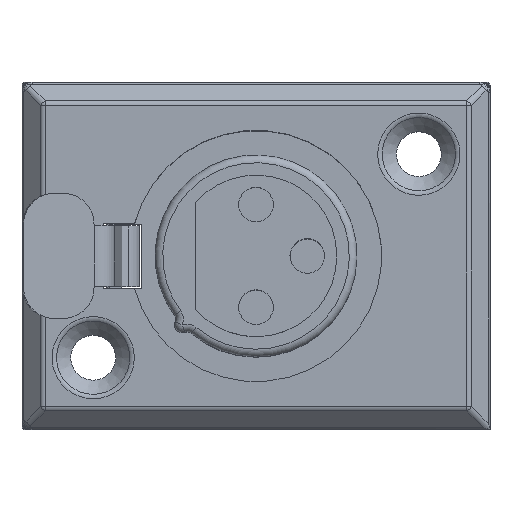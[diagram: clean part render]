
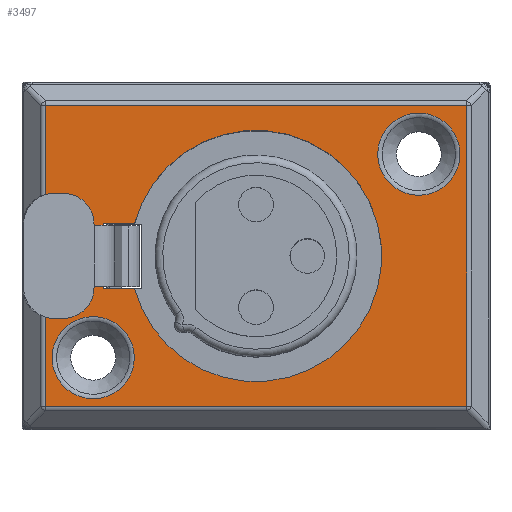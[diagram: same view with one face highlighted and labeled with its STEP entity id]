
A CAD part, top view. The second image highlights one B-rep face of the part: STEP entity #3497.
In plain terms, the highlighted planar face has unit normal (0, 0, 1).
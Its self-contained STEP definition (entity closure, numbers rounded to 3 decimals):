
#90=FACE_BOUND('',#1115,.T.);
#91=FACE_BOUND('',#1116,.T.);
#92=FACE_BOUND('',#1117,.T.);
#168=PLANE('',#3778);
#253=LINE('',#6775,#523);
#304=LINE('',#6962,#574);
#317=LINE('',#7018,#587);
#318=LINE('',#7020,#588);
#319=LINE('',#7022,#589);
#320=LINE('',#7023,#590);
#321=LINE('',#7026,#591);
#322=LINE('',#7028,#592);
#323=LINE('',#7030,#593);
#523=VECTOR('',#4160,10.);
#574=VECTOR('',#4317,10.);
#587=VECTOR('',#4352,10.);
#588=VECTOR('',#4353,10.);
#589=VECTOR('',#4354,10.);
#590=VECTOR('',#4355,10.);
#591=VECTOR('',#4358,10.);
#592=VECTOR('',#4359,10.);
#593=VECTOR('',#4360,10.);
#903=FACE_OUTER_BOUND('',#1114,.T.);
#1114=EDGE_LOOP('',(#2689,#2690,#2691,#2692));
#1115=EDGE_LOOP('',(#2693));
#1116=EDGE_LOOP('',(#2694,#2695,#2696,#2697,#2698,#2699));
#1117=EDGE_LOOP('',(#2700));
#1358=CIRCLE('',#3776,3.207);
#1360=CIRCLE('',#3779,3.207);
#1361=CIRCLE('',#3780,9.8);
#1594=VERTEX_POINT('',#6773);
#1595=VERTEX_POINT('',#6774);
#1647=VERTEX_POINT('',#6959);
#1648=VERTEX_POINT('',#6961);
#1667=VERTEX_POINT('',#7011);
#1669=VERTEX_POINT('',#7016);
#1670=VERTEX_POINT('',#7017);
#1671=VERTEX_POINT('',#7019);
#1672=VERTEX_POINT('',#7021);
#1673=VERTEX_POINT('',#7024);
#1674=VERTEX_POINT('',#7027);
#1675=VERTEX_POINT('',#7029);
#1951=EDGE_CURVE('',#1594,#1595,#253,.T.);
#2030=EDGE_CURVE('',#1648,#1647,#304,.T.);
#2051=EDGE_CURVE('',#1667,#1667,#1358,.T.);
#2053=EDGE_CURVE('',#1669,#1670,#317,.T.);
#2054=EDGE_CURVE('',#1671,#1669,#318,.T.);
#2055=EDGE_CURVE('',#1672,#1671,#319,.T.);
#2056=EDGE_CURVE('',#1670,#1672,#320,.T.);
#2057=EDGE_CURVE('',#1673,#1673,#1360,.T.);
#2058=EDGE_CURVE('',#1647,#1594,#321,.T.);
#2059=EDGE_CURVE('',#1595,#1674,#322,.T.);
#2060=EDGE_CURVE('',#1674,#1675,#323,.T.);
#2061=EDGE_CURVE('',#1675,#1648,#1361,.T.);
#2689=ORIENTED_EDGE('',*,*,#2053,.F.);
#2690=ORIENTED_EDGE('',*,*,#2054,.F.);
#2691=ORIENTED_EDGE('',*,*,#2055,.F.);
#2692=ORIENTED_EDGE('',*,*,#2056,.F.);
#2693=ORIENTED_EDGE('',*,*,#2057,.F.);
#2694=ORIENTED_EDGE('',*,*,#2030,.T.);
#2695=ORIENTED_EDGE('',*,*,#2058,.T.);
#2696=ORIENTED_EDGE('',*,*,#1951,.T.);
#2697=ORIENTED_EDGE('',*,*,#2059,.T.);
#2698=ORIENTED_EDGE('',*,*,#2060,.T.);
#2699=ORIENTED_EDGE('',*,*,#2061,.T.);
#2700=ORIENTED_EDGE('',*,*,#2051,.F.);
#3497=ADVANCED_FACE('',(#903,#90,#91,#92),#168,.T.);
#3776=AXIS2_PLACEMENT_3D('',#7012,#4346,#4347);
#3778=AXIS2_PLACEMENT_3D('',#7015,#4350,#4351);
#3779=AXIS2_PLACEMENT_3D('',#7025,#4356,#4357);
#3780=AXIS2_PLACEMENT_3D('',#7031,#4361,#4362);
#4160=DIRECTION('',(0.,1.,0.));
#4317=DIRECTION('',(-1.,0.,0.));
#4346=DIRECTION('center_axis',(0.,0.,1.));
#4347=DIRECTION('ref_axis',(-1.,0.,0.));
#4350=DIRECTION('center_axis',(0.,0.,1.));
#4351=DIRECTION('ref_axis',(1.,0.,0.));
#4352=DIRECTION('',(0.,-1.,0.));
#4353=DIRECTION('',(1.,0.,0.));
#4354=DIRECTION('',(0.,1.,0.));
#4355=DIRECTION('',(-1.,0.,0.));
#4356=DIRECTION('center_axis',(0.,0.,1.));
#4357=DIRECTION('ref_axis',(-1.,0.,0.));
#4358=DIRECTION('',(0.,1.,0.));
#4359=DIRECTION('',(0.,1.,0.));
#4360=DIRECTION('',(1.,0.,0.));
#4361=DIRECTION('center_axis',(0.,0.,-1.));
#4362=DIRECTION('ref_axis',(-1.,0.,0.));
#6773=CARTESIAN_POINT('',(-11.9,-2.375,2.61));
#6774=CARTESIAN_POINT('',(-11.9,2.375,2.61));
#6775=CARTESIAN_POINT('',(-11.9,0.,2.61));
#6959=CARTESIAN_POINT('',(-11.9,-2.5,2.61));
#6961=CARTESIAN_POINT('',(-9.476,-2.5,2.61));
#6962=CARTESIAN_POINT('',(-4.956,-2.5,2.61));
#7011=CARTESIAN_POINT('',(15.907,7.938,2.61));
#7012=CARTESIAN_POINT('Origin',(12.7,7.938,2.61));
#7015=CARTESIAN_POINT('Origin',(0.,0.,2.61));
#7016=CARTESIAN_POINT('',(16.433,11.733,2.61));
#7017=CARTESIAN_POINT('',(16.433,-11.733,2.61));
#7018=CARTESIAN_POINT('',(16.433,-3.388,2.61));
#7019=CARTESIAN_POINT('',(-16.433,11.733,2.61));
#7020=CARTESIAN_POINT('',(4.563,11.733,2.61));
#7021=CARTESIAN_POINT('',(-16.433,-11.733,2.61));
#7022=CARTESIAN_POINT('',(-16.433,3.388,2.61));
#7023=CARTESIAN_POINT('',(-4.563,-11.733,2.61));
#7024=CARTESIAN_POINT('',(-9.493,-7.938,2.61));
#7025=CARTESIAN_POINT('Origin',(-12.7,-7.938,2.61));
#7026=CARTESIAN_POINT('',(-11.9,0.,2.61));
#7027=CARTESIAN_POINT('',(-11.9,2.5,2.61));
#7028=CARTESIAN_POINT('',(-11.9,0.,2.61));
#7029=CARTESIAN_POINT('',(-9.476,2.5,2.61));
#7030=CARTESIAN_POINT('',(-4.956,2.5,2.61));
#7031=CARTESIAN_POINT('Origin',(0.,0.,2.61));
